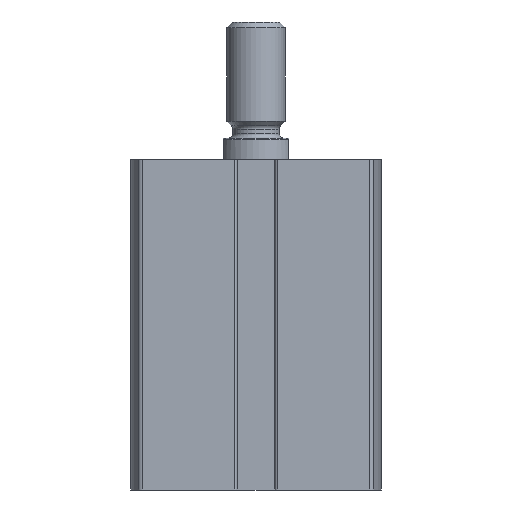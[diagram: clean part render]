
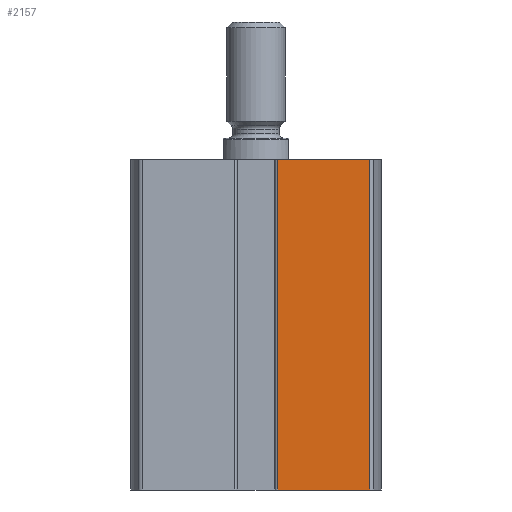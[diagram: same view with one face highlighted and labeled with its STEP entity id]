
A CAD part, front view. The second image highlights one B-rep face of the part: STEP entity #2157.
In plain terms, the highlighted planar face has unit normal (0, -1, 0).
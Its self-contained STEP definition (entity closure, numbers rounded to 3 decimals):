
#279=ORIENTED_EDGE('',*,*,#863,.T.);
#280=ORIENTED_EDGE('',*,*,#864,.F.);
#281=ORIENTED_EDGE('',*,*,#865,.F.);
#282=ORIENTED_EDGE('',*,*,#866,.T.);
#863=EDGE_CURVE('',#1155,#1156,#1375,.T.);
#864=EDGE_CURVE('',#1157,#1156,#1376,.T.);
#865=EDGE_CURVE('',#1158,#1157,#1377,.T.);
#866=EDGE_CURVE('',#1158,#1155,#1378,.T.);
#1155=VERTEX_POINT('',#3390);
#1156=VERTEX_POINT('',#3391);
#1157=VERTEX_POINT('',#3393);
#1158=VERTEX_POINT('',#3395);
#1375=LINE('',#3389,#1509);
#1376=LINE('',#3392,#1510);
#1377=LINE('',#3394,#1511);
#1378=LINE('',#3396,#1512);
#1509=VECTOR('',#2644,1000.);
#1510=VECTOR('',#2645,1000.);
#1511=VECTOR('',#2646,1000.);
#1512=VECTOR('',#2647,1000.);
#1640=EDGE_LOOP('',(#279,#280,#281,#282));
#1868=FACE_BOUND('',#1640,.T.);
#2096=PLANE('',#2331);
#2157=ADVANCED_FACE('',(#1868),#2096,.F.);
#2331=AXIS2_PLACEMENT_3D('',#3388,#2642,#2643);
#2642=DIRECTION('',(0.,1.,0.));
#2643=DIRECTION('',(0.,0.,1.));
#2644=DIRECTION('',(1.,0.,0.));
#2645=DIRECTION('',(0.,0.,-1.));
#2646=DIRECTION('',(1.,0.,0.));
#2647=DIRECTION('',(0.,0.,-1.));
#3388=CARTESIAN_POINT('',(-15.678,-17.25,45.5));
#3389=CARTESIAN_POINT('',(-15.678,-17.25,0.));
#3390=CARTESIAN_POINT('',(3.,-17.25,0.));
#3391=CARTESIAN_POINT('',(15.678,-17.25,0.));
#3392=CARTESIAN_POINT('',(15.678,-17.25,45.5));
#3393=CARTESIAN_POINT('',(15.678,-17.25,45.5));
#3394=CARTESIAN_POINT('',(-15.678,-17.25,45.5));
#3395=CARTESIAN_POINT('',(3.,-17.25,45.5));
#3396=CARTESIAN_POINT('',(3.,-17.25,45.5));
